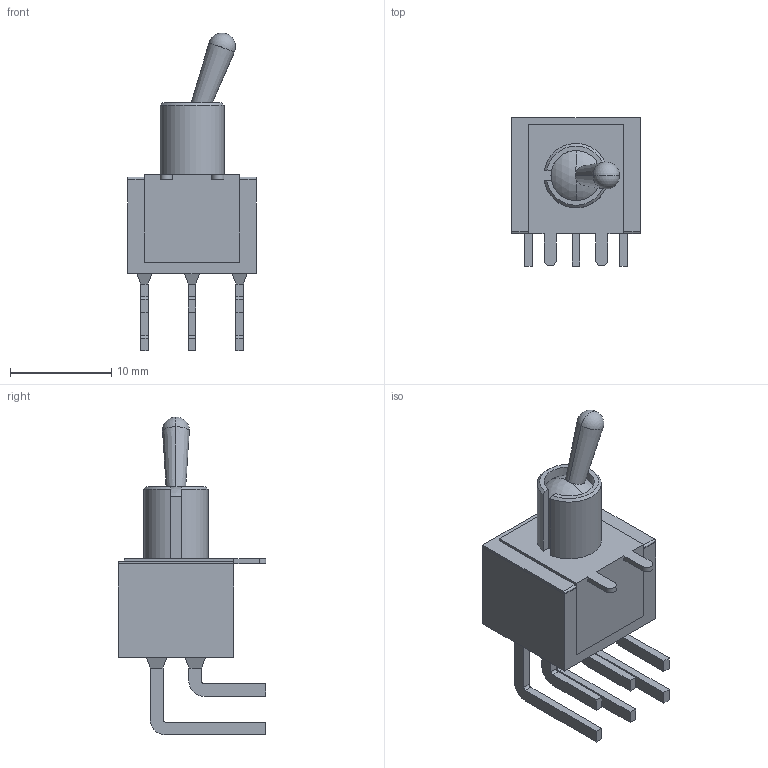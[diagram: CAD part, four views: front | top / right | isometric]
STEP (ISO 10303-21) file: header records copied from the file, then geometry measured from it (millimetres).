
FILE_DESCRIPTION (( 'STEP AP214' ), '1' );
FILE_NAME ('A201MD9AQ04.STEP', '2022-04-10T20:26:28', ( '' ), ( '' ), 'SwSTEP 2.0', 'SolidWorks 2017', '' );
FILE_SCHEMA (( 'AUTOMOTIVE_DESIGN' ));
Length unit declared in the file: inch
Products named in the file (1): A201MD9AQ04
Bounding box: 12.7 x 14.61 x 31.37 mm (x, y, z)
Volume: 1732.1 mm3; surface area: 1844.8 mm2
Topology: 9 solids, 9 shells, 146 faces, 362 edges, 240 vertices
Faces by surface type: plane 117, cylinder 22, sphere 4, cone 3
Entity records: 4400 total; most frequent: CARTESIAN_POINT 775, ORIENTED_EDGE 714, DIRECTION 698, EDGE_CURVE 357, VECTOR 298, LINE 298, VERTEX_POINT 237, AXIS2_PLACEMENT_3D 200
